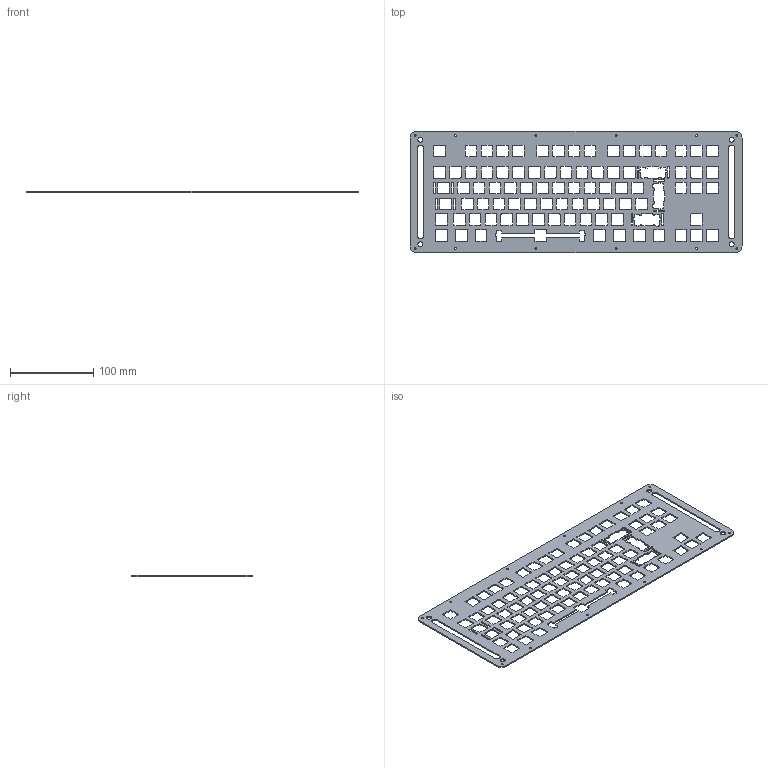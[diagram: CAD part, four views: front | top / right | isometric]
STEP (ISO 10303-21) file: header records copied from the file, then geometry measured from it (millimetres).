
FILE_DESCRIPTION(('HOOPS Exchange Step'),'2;1');
FILE_NAME('temp_export','2024-12-06T03:31:58+01:00',('juanj'),('Shapr3D Limited'),'HOOPS Exchange 2024.6','Shapr3D','Authorized');
FILE_SCHEMA( ('AP242_MANAGED_MODEL_BASED_3D_ENGINEERING_MIM_LF {1 0 10303 442 1 1 4 }') );
Length unit declared in the file: millimetre
Products named in the file (1): root
Bounding box: 399.66 x 145.82 x 1.5 mm (x, y, z)
Volume: 56435.9 mm3; surface area: 86063.5 mm2
Topology: 1 solids, 1 shells, 1032 faces, 3122 edges, 2092 vertices
Faces by surface type: plane 530, cylinder 502
Full cylindrical faces by diameter (mm): 2 x12, 6 x4
Entity records: 35838 total; most frequent: CARTESIAN_POINT 6248, ORIENTED_EDGE 6244, DIRECTION 6226, EDGE_CURVE 3122, VERTEX_POINT 2092, VECTOR 2086, LINE 2086, AXIS2_PLACEMENT_3D 2070
